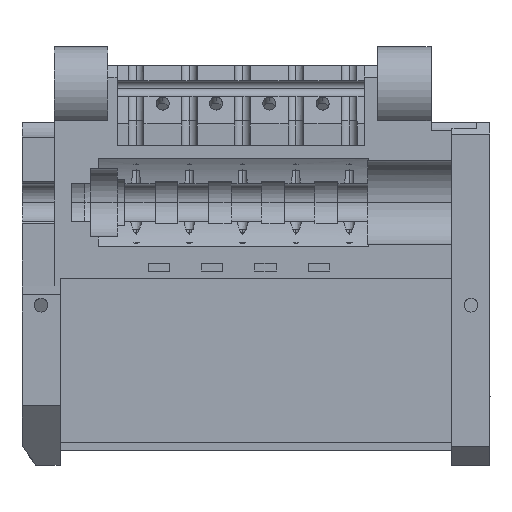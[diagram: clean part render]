
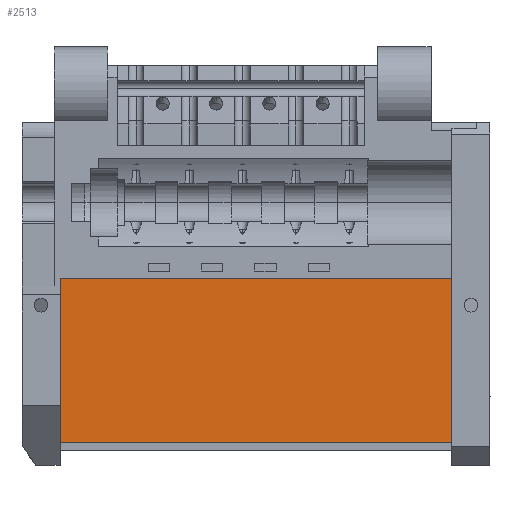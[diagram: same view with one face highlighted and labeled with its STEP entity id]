
A CAD part, top view. The second image highlights one B-rep face of the part: STEP entity #2513.
In plain terms, the highlighted planar face has unit normal (0, 0, 1).
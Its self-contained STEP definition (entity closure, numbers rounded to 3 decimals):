
#182 = EDGE_CURVE ( 'NONE', #26254, #9993, #19690, .T. ) ;
#1651 = CARTESIAN_POINT ( 'NONE',  ( 61., -15.257, -24. ) ) ;
#2499 = DIRECTION ( 'NONE',  ( 0., 1., 0. ) ) ;
#2513 = ADVANCED_FACE ( 'NONE', ( #16684 ), #23387, .T. ) ;
#2536 = CARTESIAN_POINT ( 'NONE',  ( -18.5, -20., -24. ) ) ;
#2704 = ORIENTED_EDGE ( 'NONE', *, *, #19405, .T. ) ;
#2847 = VERTEX_POINT ( 'NONE', #26400 ) ;
#3579 = DIRECTION ( 'NONE',  ( 0., 1., 0. ) ) ;
#3602 = ORIENTED_EDGE ( 'NONE', *, *, #27158, .F. ) ;
#6203 = CARTESIAN_POINT ( 'NONE',  ( 61., -20., -24. ) ) ;
#8281 = CARTESIAN_POINT ( 'NONE',  ( -27., -15.257, -24. ) ) ;
#8632 = CARTESIAN_POINT ( 'NONE',  ( 86., -20., -24. ) ) ;
#8846 = CARTESIAN_POINT ( 'NONE',  ( -27., -65., -24. ) ) ;
#9153 = VERTEX_POINT ( 'NONE', #19020 ) ;
#9205 = LINE ( 'NONE', #17332, #16092 ) ;
#9993 = VERTEX_POINT ( 'NONE', #8632 ) ;
#10874 = CARTESIAN_POINT ( 'NONE',  ( 86., -63., -24. ) ) ;
#10907 = DIRECTION ( 'NONE',  ( -1., 0., 0. ) ) ;
#11140 = VERTEX_POINT ( 'NONE', #1651 ) ;
#11172 = VERTEX_POINT ( 'NONE', #6203 ) ;
#11698 = LINE ( 'NONE', #12634, #17918 ) ;
#11836 = LINE ( 'NONE', #2536, #20715 ) ;
#11859 = VECTOR ( 'NONE', #3579, 1000. ) ;
#12634 = CARTESIAN_POINT ( 'NONE',  ( -27., -63., -24. ) ) ;
#14142 = ORIENTED_EDGE ( 'NONE', *, *, #20097, .T. ) ;
#14567 = DIRECTION ( 'NONE',  ( -1., 0., 0. ) ) ;
#15233 = DIRECTION ( 'NONE',  ( 1., 0., 0. ) ) ;
#16092 = VECTOR ( 'NONE', #2499, 1000. ) ;
#16317 = CARTESIAN_POINT ( 'NONE',  ( 86., -69., -24. ) ) ;
#16684 = FACE_OUTER_BOUND ( 'NONE', #19451, .T. ) ;
#16791 = ORIENTED_EDGE ( 'NONE', *, *, #24689, .T. ) ;
#17053 = VECTOR ( 'NONE', #14567, 1000. ) ;
#17260 = DIRECTION ( 'NONE',  ( 0., 0., 1. ) ) ;
#17332 = CARTESIAN_POINT ( 'NONE',  ( 61., -65., -24. ) ) ;
#17918 = VECTOR ( 'NONE', #10907, 1000. ) ;
#18160 = AXIS2_PLACEMENT_3D ( 'NONE', #8846, #17260, #15233 ) ;
#18443 = ORIENTED_EDGE ( 'NONE', *, *, #182, .T. ) ;
#19020 = CARTESIAN_POINT ( 'NONE',  ( -17., -63., -24. ) ) ;
#19083 = LINE ( 'NONE', #21731, #20722 ) ;
#19321 = LINE ( 'NONE', #8281, #17053 ) ;
#19405 = EDGE_CURVE ( 'NONE', #9993, #11172, #11836, .T. ) ;
#19451 = EDGE_LOOP ( 'NONE', ( #16791, #21345, #3602, #18443, #2704, #14142 ) ) ;
#19690 = LINE ( 'NONE', #16317, #11859 ) ;
#20097 = EDGE_CURVE ( 'NONE', #11172, #11140, #9205, .T. ) ;
#20715 = VECTOR ( 'NONE', #25702, 1000. ) ;
#20722 = VECTOR ( 'NONE', #23835, 1000. ) ;
#21345 = ORIENTED_EDGE ( 'NONE', *, *, #22717, .F. ) ;
#21731 = CARTESIAN_POINT ( 'NONE',  ( -17., -69., -24. ) ) ;
#22717 = EDGE_CURVE ( 'NONE', #9153, #2847, #19083, .T. ) ;
#23387 = PLANE ( 'NONE',  #18160 ) ;
#23835 = DIRECTION ( 'NONE',  ( 0., 1., 0. ) ) ;
#24689 = EDGE_CURVE ( 'NONE', #11140, #2847, #19321, .T. ) ;
#25702 = DIRECTION ( 'NONE',  ( -1., 0., 0. ) ) ;
#26254 = VERTEX_POINT ( 'NONE', #10874 ) ;
#26400 = CARTESIAN_POINT ( 'NONE',  ( -17., -15.257, -24. ) ) ;
#27158 = EDGE_CURVE ( 'NONE', #26254, #9153, #11698, .T. ) ;
